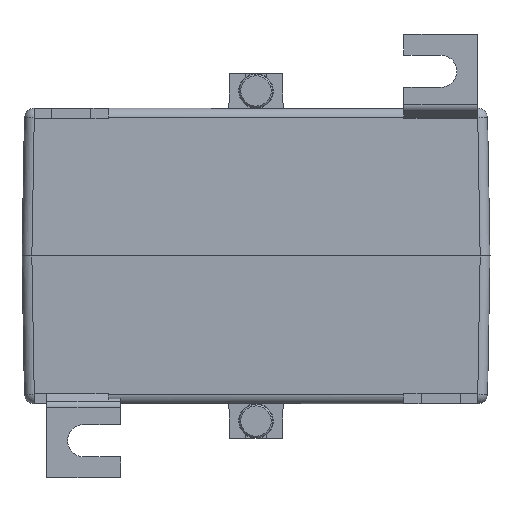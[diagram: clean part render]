
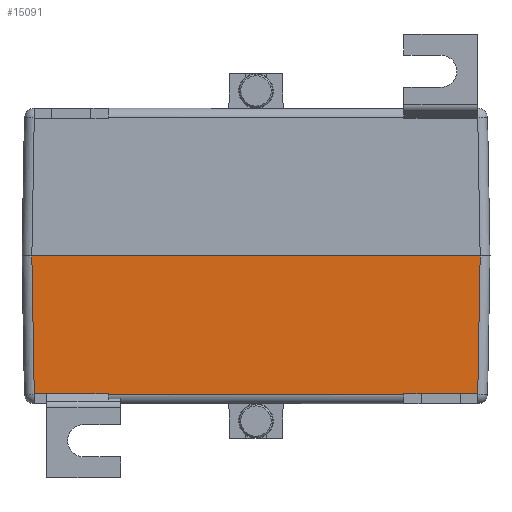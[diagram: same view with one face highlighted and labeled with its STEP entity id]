
A CAD part, front view. The second image highlights one B-rep face of the part: STEP entity #15091.
In plain terms, the highlighted face is planar.
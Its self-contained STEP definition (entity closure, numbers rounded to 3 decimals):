
#11988 = CARTESIAN_POINT ( 'NONE',  ( 44.983, -49.511, 28.035 ) ) ;
#11989 = CARTESIAN_POINT ( 'NONE',  ( -30.017, -49.511, 28.035 ) ) ;
#12106 = CARTESIAN_POINT ( 'NONE',  ( 30.017, -49.511, 28.035 ) ) ;
#12139 = CARTESIAN_POINT ( 'NONE',  ( -47.5, -49.511, 28.035 ) ) ;
#12140 = LINE ( 'NONE', #12139, #12178 ) ;
#12146 = DIRECTION ( 'NONE',  ( -1., 0., 0. ) ) ;
#12147 = VECTOR ( 'NONE', #12146, 1000. ) ;
#12148 = CARTESIAN_POINT ( 'NONE',  ( -47.5, -49.511, 28.035 ) ) ;
#12149 = LINE ( 'NONE', #12148, #12147 ) ;
#12167 = CARTESIAN_POINT ( 'NONE',  ( 45.011, -49.511, 28.035 ) ) ;
#12177 = DIRECTION ( 'NONE',  ( -1., 0., 0. ) ) ;
#12178 = VECTOR ( 'NONE', #12177, 1000. ) ;
#12483 = VERTEX_POINT ( 'NONE', #23561 ) ;
#13031 = EDGE_CURVE ( 'NONE', #12483, #16018, #23639, .T. ) ;
#14668 = EDGE_LOOP ( 'NONE', ( #15075, #14874, #15328, #15010, #15093, #15325, #15104, #15634, #15082, #15502, #15115, #15503 ) ) ;
#14827 = EDGE_CURVE ( 'NONE', #21727, #14828, #23802, .T. ) ;
#14828 = VERTEX_POINT ( 'NONE', #23808 ) ;
#14857 = VERTEX_POINT ( 'NONE', #23785 ) ;
#14863 = VERTEX_POINT ( 'NONE', #23796 ) ;
#14865 = EDGE_CURVE ( 'NONE', #14828, #14863, #23838, .T. ) ;
#14874 = ORIENTED_EDGE ( 'NONE', *, *, #14827, .T. ) ;
#15010 = ORIENTED_EDGE ( 'NONE', *, *, #15329, .T. ) ;
#15075 = ORIENTED_EDGE ( 'NONE', *, *, #21775, .T. ) ;
#15082 = ORIENTED_EDGE ( 'NONE', *, *, #15638, .T. ) ;
#15091 = ADVANCED_FACE ( 'NONE', ( #23833 ), #23780, .T. ) ;
#15093 = ORIENTED_EDGE ( 'NONE', *, *, #21764, .T. ) ;
#15104 = ORIENTED_EDGE ( 'NONE', *, *, #15262, .T. ) ;
#15115 = ORIENTED_EDGE ( 'NONE', *, *, #13031, .T. ) ;
#15262 = EDGE_CURVE ( 'NONE', #15300, #15326, #23823, .T. ) ;
#15300 = VERTEX_POINT ( 'NONE', #23484 ) ;
#15301 = VERTEX_POINT ( 'NONE', #23483 ) ;
#15316 = EDGE_CURVE ( 'NONE', #21725, #15300, #23813, .T. ) ;
#15325 = ORIENTED_EDGE ( 'NONE', *, *, #15316, .T. ) ;
#15326 = VERTEX_POINT ( 'NONE', #23863 ) ;
#15328 = ORIENTED_EDGE ( 'NONE', *, *, #14865, .T. ) ;
#15329 = EDGE_CURVE ( 'NONE', #14863, #21770, #23862, .T. ) ;
#15344 = EDGE_CURVE ( 'NONE', #15326, #15301, #23861, .T. ) ;
#15489 = EDGE_CURVE ( 'NONE', #14857, #12483, #23845, .T. ) ;
#15493 = EDGE_CURVE ( 'NONE', #16018, #21779, #23888, .T. ) ;
#15502 = ORIENTED_EDGE ( 'NONE', *, *, #15489, .T. ) ;
#15503 = ORIENTED_EDGE ( 'NONE', *, *, #15493, .T. ) ;
#15634 = ORIENTED_EDGE ( 'NONE', *, *, #15344, .T. ) ;
#15638 = EDGE_CURVE ( 'NONE', #15301, #14857, #23875, .T. ) ;
#16018 = VERTEX_POINT ( 'NONE', #24275 ) ;
#21725 = VERTEX_POINT ( 'NONE', #11989 ) ;
#21727 = VERTEX_POINT ( 'NONE', #11988 ) ;
#21764 = EDGE_CURVE ( 'NONE', #21770, #21725, #12149, .T. ) ;
#21770 = VERTEX_POINT ( 'NONE', #12106 ) ;
#21775 = EDGE_CURVE ( 'NONE', #21779, #21727, #12140, .T. ) ;
#21779 = VERTEX_POINT ( 'NONE', #12167 ) ;
#23475 = DIRECTION ( 'NONE',  ( -0.009, -0.017, -1. ) ) ;
#23483 = CARTESIAN_POINT ( 'NONE',  ( -44.983, -49.511, 28.035 ) ) ;
#23484 = CARTESIAN_POINT ( 'NONE',  ( -30.018, -49.511, 27.988 ) ) ;
#23561 = CARTESIAN_POINT ( 'NONE',  ( -45.5, -50., 0. ) ) ;
#23636 = DIRECTION ( 'NONE',  ( 1., 0., 0. ) ) ;
#23637 = VECTOR ( 'NONE', #23636, 1000. ) ;
#23638 = CARTESIAN_POINT ( 'NONE',  ( -47.5, -50., 0. ) ) ;
#23639 = LINE ( 'NONE', #23638, #23637 ) ;
#23780 = PLANE ( 'NONE',  #23827 ) ;
#23785 = CARTESIAN_POINT ( 'NONE',  ( -45.011, -49.511, 28.035 ) ) ;
#23788 = DIRECTION ( 'NONE',  ( -0.009, -0.017, -1. ) ) ;
#23789 = VECTOR ( 'NONE', #23788, 1000. ) ;
#23796 = CARTESIAN_POINT ( 'NONE',  ( 30.018, -49.511, 27.988 ) ) ;
#23801 = CARTESIAN_POINT ( 'NONE',  ( 44.731, -50.014, -0.805 ) ) ;
#23802 = LINE ( 'NONE', #23801, #23789 ) ;
#23808 = CARTESIAN_POINT ( 'NONE',  ( 44.982, -49.511, 27.988 ) ) ;
#23809 = DIRECTION ( 'NONE',  ( -1., 0., 0. ) ) ;
#23810 = VECTOR ( 'NONE', #23809, 1000. ) ;
#23811 = VECTOR ( 'NONE', #23475, 1000. ) ;
#23812 = CARTESIAN_POINT ( 'NONE',  ( -30.263, -50.003, -0.15 ) ) ;
#23813 = LINE ( 'NONE', #23812, #23811 ) ;
#23819 = DIRECTION ( 'NONE',  ( 0., -0.017, -1. ) ) ;
#23820 = DIRECTION ( 'NONE',  ( 0., -1., 0.017 ) ) ;
#23821 = CARTESIAN_POINT ( 'NONE',  ( -47.5, -50., 0. ) ) ;
#23822 = CARTESIAN_POINT ( 'NONE',  ( -47.5, -49.511, 27.988 ) ) ;
#23823 = LINE ( 'NONE', #23822, #23810 ) ;
#23827 = AXIS2_PLACEMENT_3D ( 'NONE', #23821, #23820, #23819 ) ;
#23833 = FACE_OUTER_BOUND ( 'NONE', #14668, .T. ) ;
#23835 = DIRECTION ( 'NONE',  ( -1., 0., 0. ) ) ;
#23836 = VECTOR ( 'NONE', #23835, 1000. ) ;
#23837 = CARTESIAN_POINT ( 'NONE',  ( -47.5, -49.511, 27.988 ) ) ;
#23838 = LINE ( 'NONE', #23837, #23836 ) ;
#23844 = CARTESIAN_POINT ( 'NONE',  ( -45.501, -50.001, -0.035 ) ) ;
#23845 = LINE ( 'NONE', #23844, #23892 ) ;
#23848 = DIRECTION ( 'NONE',  ( -0.009, 0.017, 1. ) ) ;
#23849 = VECTOR ( 'NONE', #23848, 1000. ) ;
#23850 = CARTESIAN_POINT ( 'NONE',  ( -44.738, -50., 0.024 ) ) ;
#23853 = VECTOR ( 'NONE', #23864, 1000. ) ;
#23861 = LINE ( 'NONE', #23850, #23849 ) ;
#23862 = LINE ( 'NONE', #23865, #23853 ) ;
#23863 = CARTESIAN_POINT ( 'NONE',  ( -44.982, -49.511, 27.988 ) ) ;
#23864 = DIRECTION ( 'NONE',  ( -0.009, 0.017, 1. ) ) ;
#23865 = CARTESIAN_POINT ( 'NONE',  ( 30.256, -49.988, 0.678 ) ) ;
#23873 = VECTOR ( 'NONE', #23917, 1000. ) ;
#23874 = CARTESIAN_POINT ( 'NONE',  ( -47.5, -49.511, 28.035 ) ) ;
#23875 = LINE ( 'NONE', #23874, #23873 ) ;
#23885 = DIRECTION ( 'NONE',  ( -0.017, 0.017, 1. ) ) ;
#23886 = VECTOR ( 'NONE', #23885, 1000. ) ;
#23887 = CARTESIAN_POINT ( 'NONE',  ( 45.472, -49.972, 1.622 ) ) ;
#23888 = LINE ( 'NONE', #23887, #23886 ) ;
#23891 = DIRECTION ( 'NONE',  ( -0.017, -0.017, -1. ) ) ;
#23892 = VECTOR ( 'NONE', #23891, 1000. ) ;
#23917 = DIRECTION ( 'NONE',  ( -1., 0., 0. ) ) ;
#24275 = CARTESIAN_POINT ( 'NONE',  ( 45.5, -50., 0. ) ) ;
